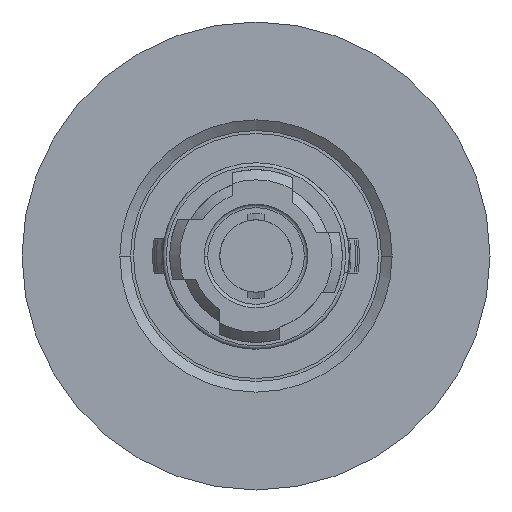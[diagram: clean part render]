
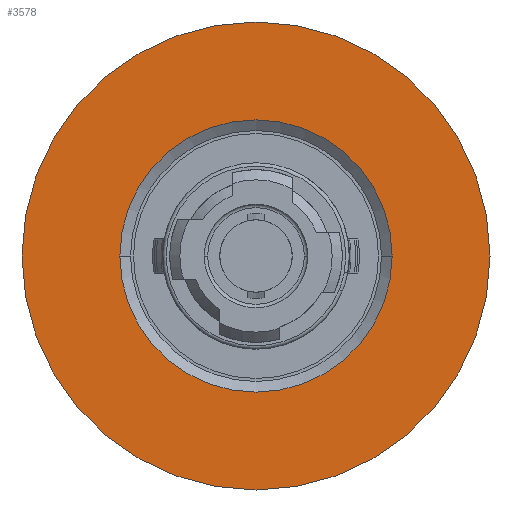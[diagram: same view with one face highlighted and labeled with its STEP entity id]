
A CAD part, front view. The second image highlights one B-rep face of the part: STEP entity #3578.
In plain terms, the highlighted planar face has unit normal (0, -1, 0).
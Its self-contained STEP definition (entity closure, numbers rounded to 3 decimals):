
#409=CARTESIAN_POINT('',(0.,4.,0.));
#410=DIRECTION('',(0.,1.,0.));
#411=DIRECTION('',(1.,0.,0.));
#412=AXIS2_PLACEMENT_3D('',#409,#410,#411);
#414=CARTESIAN_POINT('',(0.,4.,0.));
#415=DIRECTION('',(0.,-1.,0.));
#416=DIRECTION('',(1.,0.,0.));
#417=AXIS2_PLACEMENT_3D('',#414,#415,#416);
#419=CARTESIAN_POINT('',(0.,4.,0.));
#420=DIRECTION('',(0.,-1.,0.));
#421=DIRECTION('',(1.,0.,0.));
#422=AXIS2_PLACEMENT_3D('',#419,#420,#421);
#432=CARTESIAN_POINT('',(0.,4.,0.));
#433=DIRECTION('',(0.,1.,0.));
#434=DIRECTION('',(1.,0.,0.));
#435=AXIS2_PLACEMENT_3D('',#432,#433,#434);
#2900=CARTESIAN_POINT('',(16.,4.,0.));
#2902=VERTEX_POINT('',#2900);
#2903=CARTESIAN_POINT('',(27.5,4.,0.));
#2905=VERTEX_POINT('',#2903);
#2910=CARTESIAN_POINT('',(-16.,4.,0.));
#2912=VERTEX_POINT('',#2910);
#2913=CARTESIAN_POINT('',(-27.5,4.,0.));
#2915=VERTEX_POINT('',#2913);
#3563=CARTESIAN_POINT('',(0.,4.,0.));
#3564=DIRECTION('',(0.,-1.,0.));
#3565=DIRECTION('',(-1.,0.,0.));
#3566=AXIS2_PLACEMENT_3D('',#3563,#3564,#3565);
#3567=PLANE('',#3566);
#3569=ORIENTED_EDGE('',*,*,#3568,.F.);
#3571=ORIENTED_EDGE('',*,*,#3570,.T.);
#3572=EDGE_LOOP('',(#3569,#3571));
#3573=FACE_OUTER_BOUND('',#3572,.F.);
#3574=ORIENTED_EDGE('',*,*,#3556,.F.);
#3575=ORIENTED_EDGE('',*,*,#3545,.T.);
#3576=EDGE_LOOP('',(#3574,#3575));
#3577=FACE_BOUND('',#3576,.F.);
#3578=ADVANCED_FACE('',(#3573,#3577),#3567,.T.);
#413=CIRCLE('',#412,16.);
#418=CIRCLE('',#417,16.);
#423=CIRCLE('',#422,27.5);
#436=CIRCLE('',#435,27.5);
#3545=EDGE_CURVE('',#2902,#2912,#418,.T.);
#3556=EDGE_CURVE('',#2902,#2912,#413,.T.);
#3568=EDGE_CURVE('',#2905,#2915,#423,.T.);
#3570=EDGE_CURVE('',#2905,#2915,#436,.T.);
